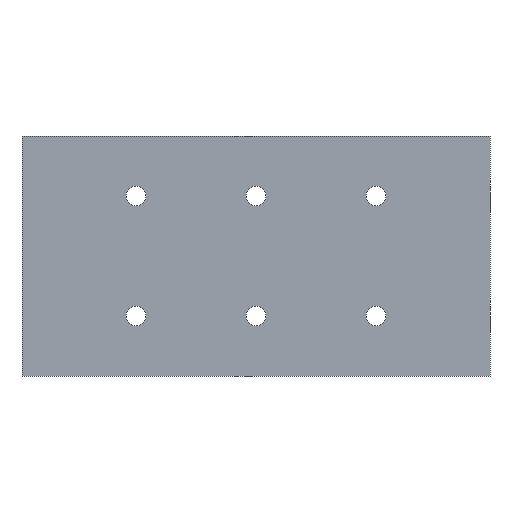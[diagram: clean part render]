
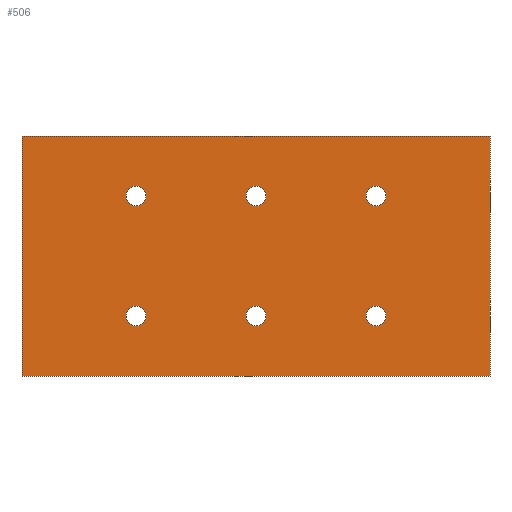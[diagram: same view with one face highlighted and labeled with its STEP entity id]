
A CAD part, front view. The second image highlights one B-rep face of the part: STEP entity #506.
In plain terms, the highlighted planar face has unit normal (0, -1, 0).
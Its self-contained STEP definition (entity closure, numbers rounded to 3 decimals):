
#21=FACE_BOUND('',#111,.T.);
#22=FACE_BOUND('',#112,.T.);
#23=FACE_BOUND('',#113,.T.);
#24=FACE_BOUND('',#114,.T.);
#25=FACE_BOUND('',#115,.T.);
#26=FACE_BOUND('',#116,.T.);
#34=PLANE('',#583);
#74=FACE_OUTER_BOUND('',#110,.T.);
#110=EDGE_LOOP('',(#443,#444,#445,#446));
#111=EDGE_LOOP('',(#447));
#112=EDGE_LOOP('',(#448));
#113=EDGE_LOOP('',(#449));
#114=EDGE_LOOP('',(#450));
#115=EDGE_LOOP('',(#451));
#116=EDGE_LOOP('',(#452));
#150=LINE('',#865,#186);
#155=LINE('',#876,#191);
#157=LINE('',#879,#193);
#158=LINE('',#880,#194);
#186=VECTOR('',#725,1000.);
#191=VECTOR('',#734,1000.);
#193=VECTOR('',#738,1000.);
#194=VECTOR('',#739,1000.);
#197=CIRCLE('',#530,1.65);
#200=CIRCLE('',#535,1.65);
#203=CIRCLE('',#540,1.65);
#206=CIRCLE('',#545,1.65);
#209=CIRCLE('',#550,1.65);
#212=CIRCLE('',#555,1.65);
#227=VERTEX_POINT('',#752);
#230=VERTEX_POINT('',#762);
#233=VERTEX_POINT('',#772);
#236=VERTEX_POINT('',#782);
#239=VERTEX_POINT('',#792);
#242=VERTEX_POINT('',#802);
#259=VERTEX_POINT('',#858);
#262=VERTEX_POINT('',#863);
#265=VERTEX_POINT('',#873);
#266=VERTEX_POINT('',#875);
#270=EDGE_CURVE('',#227,#227,#197,.T.);
#275=EDGE_CURVE('',#230,#230,#200,.T.);
#280=EDGE_CURVE('',#233,#233,#203,.T.);
#285=EDGE_CURVE('',#236,#236,#206,.T.);
#290=EDGE_CURVE('',#239,#239,#209,.T.);
#295=EDGE_CURVE('',#242,#242,#212,.T.);
#324=EDGE_CURVE('',#262,#259,#150,.T.);
#329=EDGE_CURVE('',#266,#265,#155,.T.);
#331=EDGE_CURVE('',#265,#259,#157,.T.);
#332=EDGE_CURVE('',#266,#262,#158,.T.);
#443=ORIENTED_EDGE('',*,*,#331,.T.);
#444=ORIENTED_EDGE('',*,*,#324,.F.);
#445=ORIENTED_EDGE('',*,*,#332,.F.);
#446=ORIENTED_EDGE('',*,*,#329,.T.);
#447=ORIENTED_EDGE('',*,*,#270,.T.);
#448=ORIENTED_EDGE('',*,*,#275,.T.);
#449=ORIENTED_EDGE('',*,*,#280,.T.);
#450=ORIENTED_EDGE('',*,*,#285,.T.);
#451=ORIENTED_EDGE('',*,*,#290,.T.);
#452=ORIENTED_EDGE('',*,*,#295,.T.);
#506=ADVANCED_FACE('',(#74,#21,#22,#23,#24,#25,#26),#34,.F.);
#530=AXIS2_PLACEMENT_3D('',#753,#597,#598);
#535=AXIS2_PLACEMENT_3D('',#763,#609,#610);
#540=AXIS2_PLACEMENT_3D('',#773,#621,#622);
#545=AXIS2_PLACEMENT_3D('',#783,#633,#634);
#550=AXIS2_PLACEMENT_3D('',#793,#645,#646);
#555=AXIS2_PLACEMENT_3D('',#803,#657,#658);
#583=AXIS2_PLACEMENT_3D('',#878,#736,#737);
#597=DIRECTION('center_axis',(0.,1.,0.));
#598=DIRECTION('ref_axis',(0.,0.,1.));
#609=DIRECTION('center_axis',(0.,1.,0.));
#610=DIRECTION('ref_axis',(0.,0.,1.));
#621=DIRECTION('center_axis',(0.,1.,0.));
#622=DIRECTION('ref_axis',(0.,0.,1.));
#633=DIRECTION('center_axis',(0.,1.,0.));
#634=DIRECTION('ref_axis',(0.,0.,1.));
#645=DIRECTION('center_axis',(0.,1.,0.));
#646=DIRECTION('ref_axis',(0.,0.,1.));
#657=DIRECTION('center_axis',(0.,1.,0.));
#658=DIRECTION('ref_axis',(0.,0.,1.));
#725=DIRECTION('',(-1.,0.,0.));
#734=DIRECTION('',(-1.,0.,0.));
#736=DIRECTION('center_axis',(0.,1.,0.));
#737=DIRECTION('ref_axis',(0.,0.,1.));
#738=DIRECTION('',(0.,0.,-1.));
#739=DIRECTION('',(0.,0.,-1.));
#752=CARTESIAN_POINT('',(-32.564,-3.207,-7.936));
#753=CARTESIAN_POINT('Origin',(-32.564,-3.207,-6.286));
#762=CARTESIAN_POINT('',(-12.564,-3.207,-7.936));
#763=CARTESIAN_POINT('Origin',(-12.564,-3.207,-6.286));
#772=CARTESIAN_POINT('',(7.436,-3.207,-7.936));
#773=CARTESIAN_POINT('Origin',(7.436,-3.207,-6.286));
#782=CARTESIAN_POINT('',(7.436,-3.207,12.064));
#783=CARTESIAN_POINT('Origin',(7.436,-3.207,13.714));
#792=CARTESIAN_POINT('',(-12.564,-3.207,12.064));
#793=CARTESIAN_POINT('Origin',(-12.564,-3.207,13.714));
#802=CARTESIAN_POINT('',(-32.564,-3.207,12.064));
#803=CARTESIAN_POINT('Origin',(-32.564,-3.207,13.714));
#858=CARTESIAN_POINT('',(-51.564,-3.207,-16.286));
#863=CARTESIAN_POINT('',(26.436,-3.207,-16.286));
#865=CARTESIAN_POINT('',(26.436,-3.207,-16.286));
#873=CARTESIAN_POINT('',(-51.564,-3.207,23.714));
#875=CARTESIAN_POINT('',(26.436,-3.207,23.714));
#876=CARTESIAN_POINT('',(26.436,-3.207,23.714));
#878=CARTESIAN_POINT('Origin',(26.436,-3.207,23.714));
#879=CARTESIAN_POINT('',(-51.564,-3.207,23.714));
#880=CARTESIAN_POINT('',(26.436,-3.207,23.714));
